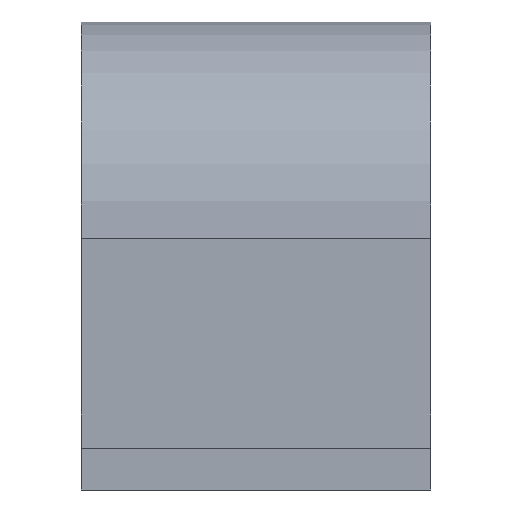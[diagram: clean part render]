
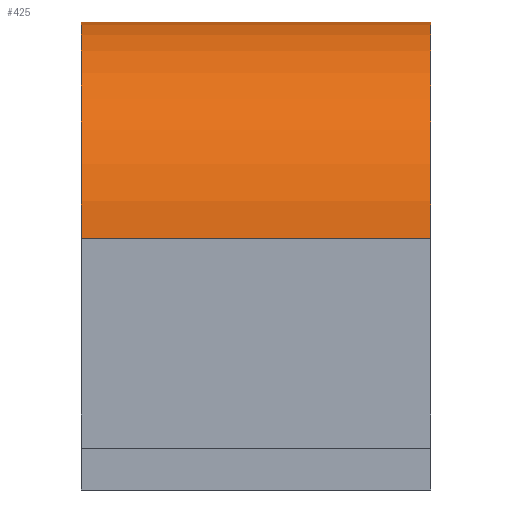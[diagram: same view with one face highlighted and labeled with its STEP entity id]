
A CAD part, left-side view. The second image highlights one B-rep face of the part: STEP entity #425.
In plain terms, the highlighted cylindrical face has radius 15.5 mm (diameter 31 mm), a partial arc.
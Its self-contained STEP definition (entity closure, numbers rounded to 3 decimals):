
#189 = EDGE_CURVE('',#190,#192,#194,.T.);
#190 = VERTEX_POINT('',#191);
#191 = CARTESIAN_POINT('',(15.5,0.,0.));
#192 = VERTEX_POINT('',#193);
#193 = CARTESIAN_POINT('',(-15.5,0.,0.)
  );
#194 = CIRCLE('',#195,15.5);
#195 = AXIS2_PLACEMENT_3D('',#196,#197,#198);
#196 = CARTESIAN_POINT('',(0.,0.,0.));
#197 = DIRECTION('',(0.,-1.,0.));
#198 = DIRECTION('',(1.,0.,0.));
#250 = EDGE_CURVE('',#251,#253,#255,.T.);
#251 = VERTEX_POINT('',#252);
#252 = CARTESIAN_POINT('',(15.5,-25.,0.));
#253 = VERTEX_POINT('',#254);
#254 = CARTESIAN_POINT('',(-15.5,-25.,0.));
#255 = CIRCLE('',#256,15.5);
#256 = AXIS2_PLACEMENT_3D('',#257,#258,#259);
#257 = CARTESIAN_POINT('',(0.,-25.,0.));
#258 = DIRECTION('',(0.,-1.,0.));
#259 = DIRECTION('',(1.,0.,0.));
#414 = EDGE_CURVE('',#190,#251,#415,.T.);
#415 = LINE('',#416,#417);
#416 = CARTESIAN_POINT('',(15.5,0.,0.));
#417 = VECTOR('',#418,1.);
#418 = DIRECTION('',(0.,-1.,0.));
#425 = ADVANCED_FACE('',(#426),#437,.T.);
#426 = FACE_BOUND('',#427,.F.);
#427 = EDGE_LOOP('',(#428,#429,#430,#436));
#428 = ORIENTED_EDGE('',*,*,#414,.T.);
#429 = ORIENTED_EDGE('',*,*,#250,.T.);
#430 = ORIENTED_EDGE('',*,*,#431,.F.);
#431 = EDGE_CURVE('',#192,#253,#432,.T.);
#432 = LINE('',#433,#434);
#433 = CARTESIAN_POINT('',(-15.5,0.,0.)
  );
#434 = VECTOR('',#435,1.);
#435 = DIRECTION('',(0.,-1.,0.));
#436 = ORIENTED_EDGE('',*,*,#189,.F.);
#437 = CYLINDRICAL_SURFACE('',#438,15.5);
#438 = AXIS2_PLACEMENT_3D('',#439,#440,#441);
#439 = CARTESIAN_POINT('',(0.,0.,0.));
#440 = DIRECTION('',(0.,1.,0.));
#441 = DIRECTION('',(1.,0.,0.));
